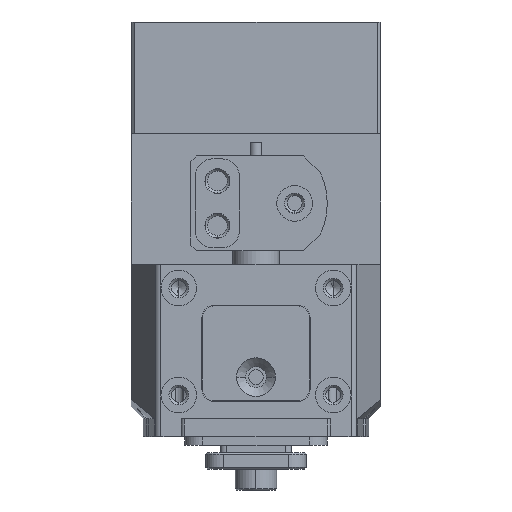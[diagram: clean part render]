
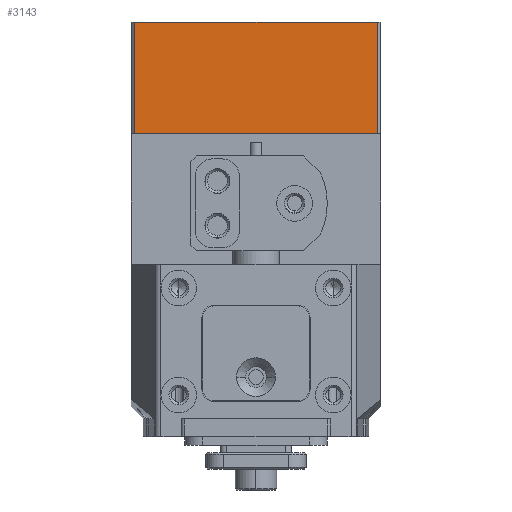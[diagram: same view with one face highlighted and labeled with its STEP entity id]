
A CAD part, left-side view. The second image highlights one B-rep face of the part: STEP entity #3143.
In plain terms, the highlighted face is planar.
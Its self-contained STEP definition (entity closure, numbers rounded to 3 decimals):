
#41 = DIRECTION ( 'NONE',  ( 0., 1., 0. ) ) ;
#1869 = EDGE_CURVE ( 'NONE', #25800, #36666, #12198, .T. ) ;
#1930 = CARTESIAN_POINT ( 'NONE',  ( -10.9, -21.55, -12.5 ) ) ;
#2036 = VECTOR ( 'NONE', #14826, 1000. ) ;
#2107 = CARTESIAN_POINT ( 'NONE',  ( -10.9, -2.85, -12.5 ) ) ;
#3143 = ADVANCED_FACE ( 'NONE', ( #19008 ), #6092, .F. ) ;
#4003 = LINE ( 'NONE', #7378, #14205 ) ;
#6092 = PLANE ( 'NONE',  #12855 ) ;
#6688 = CARTESIAN_POINT ( 'NONE',  ( 30.4, -2.85, -12.5 ) ) ;
#7378 = CARTESIAN_POINT ( 'NONE',  ( 30.4, -2.85, -12.5 ) ) ;
#7728 = CARTESIAN_POINT ( 'NONE',  ( -10.4, -21.55, -12.5 ) ) ;
#7790 = CARTESIAN_POINT ( 'NONE',  ( -10.4, -2.85, -12.5 ) ) ;
#8376 = EDGE_LOOP ( 'NONE', ( #18275, #40907, #44181, #45264 ) ) ;
#9255 = VECTOR ( 'NONE', #38393, 1000. ) ;
#10278 = CARTESIAN_POINT ( 'NONE',  ( -10.4, -2.85, -12.5 ) ) ;
#12198 = LINE ( 'NONE', #30488, #12736 ) ;
#12736 = VECTOR ( 'NONE', #16081, 1000. ) ;
#12855 = AXIS2_PLACEMENT_3D ( 'NONE', #2107, #35198, #39024 ) ;
#14205 = VECTOR ( 'NONE', #41, 1000. ) ;
#14826 = DIRECTION ( 'NONE',  ( 0., -1., 0. ) ) ;
#15940 = VERTEX_POINT ( 'NONE', #7728 ) ;
#16081 = DIRECTION ( 'NONE',  ( 1., 0., 0. ) ) ;
#16233 = EDGE_CURVE ( 'NONE', #47083, #36666, #4003, .T. ) ;
#18275 = ORIENTED_EDGE ( 'NONE', *, *, #1869, .F. ) ;
#19008 = FACE_OUTER_BOUND ( 'NONE', #8376, .T. ) ;
#25466 = LINE ( 'NONE', #7790, #2036 ) ;
#25800 = VERTEX_POINT ( 'NONE', #10278 ) ;
#26502 = EDGE_CURVE ( 'NONE', #15940, #47083, #28723, .T. ) ;
#28723 = LINE ( 'NONE', #1930, #9255 ) ;
#30488 = CARTESIAN_POINT ( 'NONE',  ( -10.9, -2.85, -12.5 ) ) ;
#35198 = DIRECTION ( 'NONE',  ( 0., 0., -1. ) ) ;
#36666 = VERTEX_POINT ( 'NONE', #6688 ) ;
#38393 = DIRECTION ( 'NONE',  ( 1., 0., 0. ) ) ;
#39024 = DIRECTION ( 'NONE',  ( 1., 0., 0. ) ) ;
#40555 = CARTESIAN_POINT ( 'NONE',  ( 30.4, -21.55, -12.5 ) ) ;
#40907 = ORIENTED_EDGE ( 'NONE', *, *, #43710, .T. ) ;
#43710 = EDGE_CURVE ( 'NONE', #25800, #15940, #25466, .T. ) ;
#44181 = ORIENTED_EDGE ( 'NONE', *, *, #26502, .T. ) ;
#45264 = ORIENTED_EDGE ( 'NONE', *, *, #16233, .T. ) ;
#47083 = VERTEX_POINT ( 'NONE', #40555 ) ;
